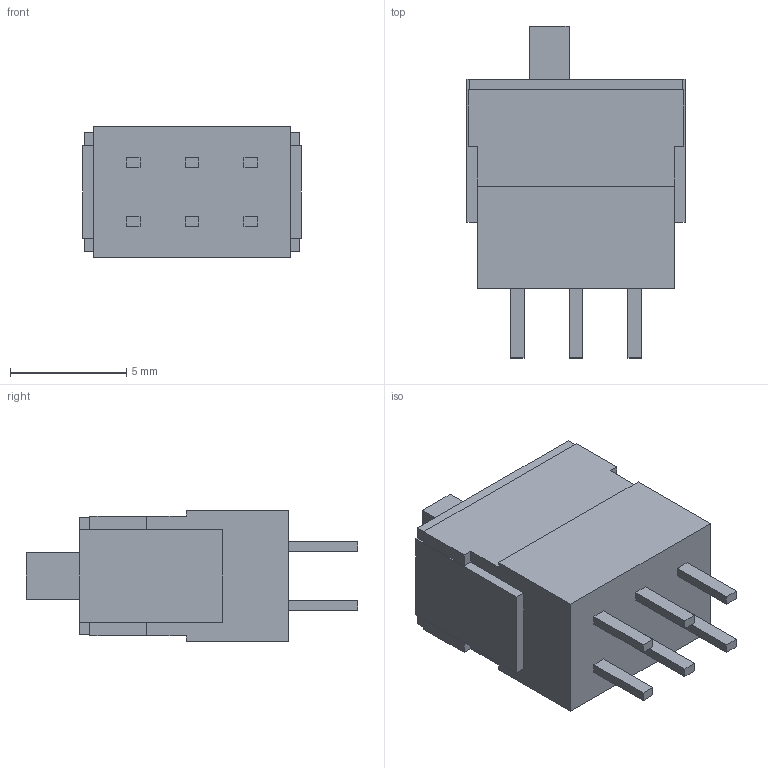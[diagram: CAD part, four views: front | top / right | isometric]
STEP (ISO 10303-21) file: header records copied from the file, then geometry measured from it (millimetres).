
FILE_DESCRIPTION(('STEP AP214'),'1');
FILE_NAME('19823.stp','2016-12-08T18:04:52',('TraceParts'),('TraceParts S.A.'),'Spatial InterOp 3D',' ',' ');
FILE_SCHEMA(('automotive_design'));
Length unit declared in the file: millimetre
Products named in the file (1): 1
Bounding box: 9.4 x 14.3 x 5.65 mm (x, y, z)
Volume: 444.7 mm3; surface area: 429.4 mm2
Topology: 1 solids, 1 shells, 74 faces, 192 edges, 128 vertices
Faces by surface type: plane 74
Entity records: 4424 total; most frequent: CARTESIAN_POINT 395, STYLED_ITEM 394, PRESENTATION_STYLE_ASSIGNMENT 394, COLOUR_RGB 394, ORIENTED_EDGE 384, DIRECTION 342, EDGE_CURVE 192, CURVE_STYLE 192
